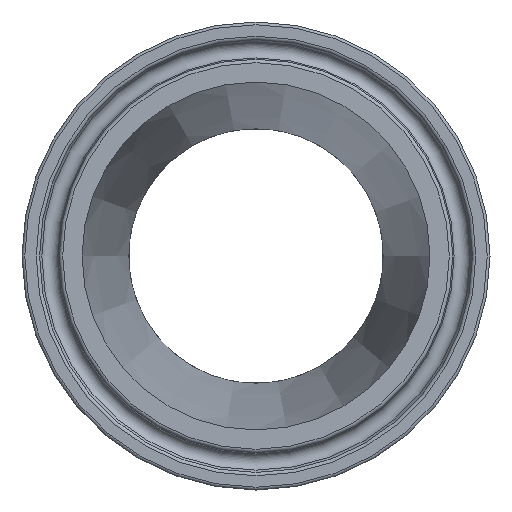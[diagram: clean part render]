
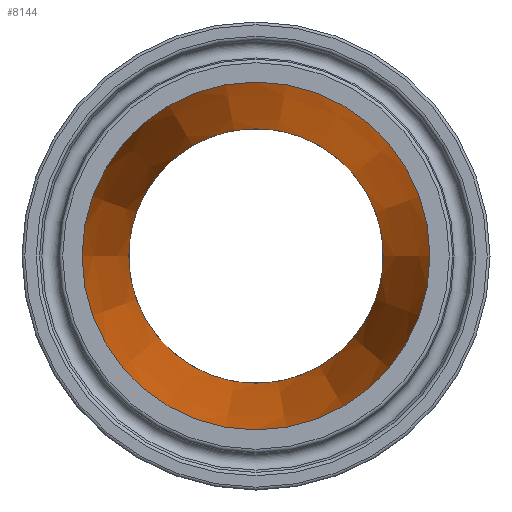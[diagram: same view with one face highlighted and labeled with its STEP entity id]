
A CAD part, left-side view. The second image highlights one B-rep face of the part: STEP entity #8144.
In plain terms, the highlighted conical face has half-angle 7.125 degrees and reference radius 20.574 mm.
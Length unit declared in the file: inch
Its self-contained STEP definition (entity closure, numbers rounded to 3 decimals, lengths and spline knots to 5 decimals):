
#913=FACE_OUTER_BOUND('',#1393,.T.);
#1393=EDGE_LOOP('',(#7491,#7492,#7493,#7494,#7495,#7496));
#1963=LINE('',#17849,#2518);
#2518=VECTOR('',#10328,0.81);
#2744=CIRCLE('',#8688,0.685);
#2745=CIRCLE('',#8689,0.685);
#2746=CIRCLE('',#8691,0.935);
#2747=CIRCLE('',#8692,0.935);
#3922=VERTEX_POINT('',#17843);
#3923=VERTEX_POINT('',#17844);
#3924=VERTEX_POINT('',#17848);
#3925=VERTEX_POINT('',#17850);
#5124=EDGE_CURVE('',#3922,#3923,#2744,.T.);
#5125=EDGE_CURVE('',#3923,#3922,#2745,.T.);
#5126=EDGE_CURVE('',#3923,#3924,#1963,.T.);
#5127=EDGE_CURVE('',#3925,#3924,#2746,.T.);
#5128=EDGE_CURVE('',#3924,#3925,#2747,.T.);
#7491=ORIENTED_EDGE('',*,*,#5124,.T.);
#7492=ORIENTED_EDGE('',*,*,#5126,.T.);
#7493=ORIENTED_EDGE('',*,*,#5127,.F.);
#7494=ORIENTED_EDGE('',*,*,#5128,.F.);
#7495=ORIENTED_EDGE('',*,*,#5126,.F.);
#7496=ORIENTED_EDGE('',*,*,#5125,.T.);
#7660=CONICAL_SURFACE('',#8690,0.81,0.124);
#8144=ADVANCED_FACE('',(#913),#7660,.F.);
#8688=AXIS2_PLACEMENT_3D('',#17845,#10322,#10323);
#8689=AXIS2_PLACEMENT_3D('',#17846,#10324,#10325);
#8690=AXIS2_PLACEMENT_3D('',#17847,#10326,#10327);
#8691=AXIS2_PLACEMENT_3D('',#17851,#10329,#10330);
#8692=AXIS2_PLACEMENT_3D('',#17852,#10331,#10332);
#10322=DIRECTION('center_axis',(1.,0.,0.));
#10323=DIRECTION('ref_axis',(0.,1.,0.));
#10324=DIRECTION('center_axis',(1.,0.,0.));
#10325=DIRECTION('ref_axis',(0.,1.,0.));
#10326=DIRECTION('center_axis',(-1.,0.,0.));
#10327=DIRECTION('ref_axis',(0.,1.,0.));
#10328=DIRECTION('',(-0.992,-0.124,0.));
#10329=DIRECTION('center_axis',(1.,0.,0.));
#10330=DIRECTION('ref_axis',(0.,1.,0.));
#10331=DIRECTION('center_axis',(1.,0.,0.));
#10332=DIRECTION('ref_axis',(0.,1.,0.));
#17843=CARTESIAN_POINT('',(3.05662,0.685,0.));
#17844=CARTESIAN_POINT('',(3.05662,-0.685,0.));
#17845=CARTESIAN_POINT('Origin',(3.05662,0.,
0.));
#17846=CARTESIAN_POINT('Origin',(3.05662,0.,
0.));
#17847=CARTESIAN_POINT('Origin',(2.05662,0.,
0.));
#17848=CARTESIAN_POINT('',(1.05662,-0.935,0.));
#17849=CARTESIAN_POINT('',(2.05662,-0.81,0.));
#17850=CARTESIAN_POINT('',(1.05662,0.935,0.));
#17851=CARTESIAN_POINT('Origin',(1.05662,0.,
0.));
#17852=CARTESIAN_POINT('Origin',(1.05662,0.,
0.));
